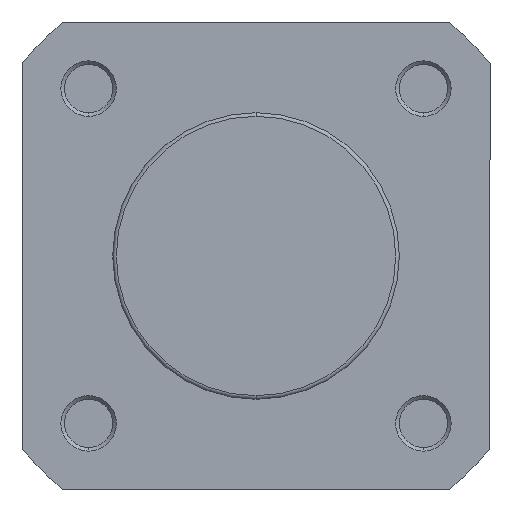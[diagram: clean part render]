
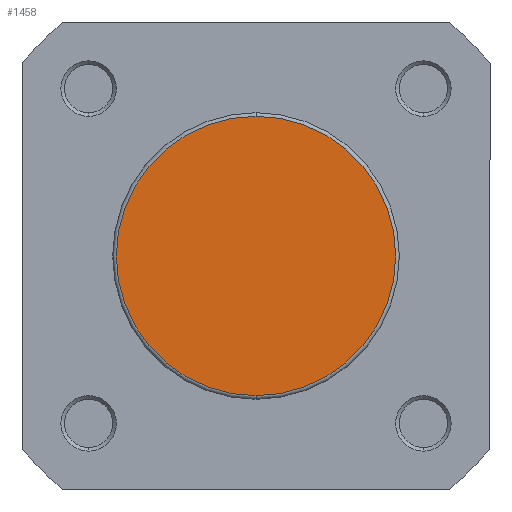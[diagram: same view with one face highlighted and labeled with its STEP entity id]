
A CAD part, left-side view. The second image highlights one B-rep face of the part: STEP entity #1458.
In plain terms, the highlighted planar face has unit normal (-1, 0, 0).
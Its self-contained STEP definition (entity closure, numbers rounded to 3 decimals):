
#33 = VERTEX_POINT ( 'NONE', #288 ) ;
#34 = VERTEX_POINT ( 'NONE', #289 ) ;
#288 = CARTESIAN_POINT ( 'NONE',  ( 0., 0., 19.4 ) ) ;
#289 = CARTESIAN_POINT ( 'NONE',  ( 0., 0., -19.4 ) ) ;
#997 = CARTESIAN_POINT ( 'NONE',  ( 0., 19.9, 0. ) ) ;
#998 = PLANE ( 'NONE',  #2018 ) ;
#999 = DIRECTION ( 'NONE',  ( 1., 0., 0. ) ) ;
#1000 = DIRECTION ( 'NONE',  ( 0., 0., -1. ) ) ;
#1458 = ADVANCED_FACE ( 'NONE', ( #5063 ), #998, .F. ) ;
#1602 = EDGE_CURVE ( 'NONE', #33, #34, #4817, .T. ) ;
#1610 = EDGE_CURVE ( 'NONE', #34, #33, #4883, .T. ) ;
#2018 = AXIS2_PLACEMENT_3D ( 'NONE', #997, #999, #1000 ) ;
#2112 = AXIS2_PLACEMENT_3D ( 'NONE', #2392, #2393, #2394 ) ;
#2115 = AXIS2_PLACEMENT_3D ( 'NONE', #2420, #2421, #2422 ) ;
#2392 = CARTESIAN_POINT ( 'NONE',  ( 0., 0., 0. ) ) ;
#2393 = DIRECTION ( 'NONE',  ( -1., 0., 0. ) ) ;
#2394 = DIRECTION ( 'NONE',  ( 0., 0., -1. ) ) ;
#2420 = CARTESIAN_POINT ( 'NONE',  ( 0., 0., 0. ) ) ;
#2421 = DIRECTION ( 'NONE',  ( -1., 0., 0. ) ) ;
#2422 = DIRECTION ( 'NONE',  ( 0., 0., -1. ) ) ;
#3588 = ORIENTED_EDGE ( 'NONE', *, *, #1610, .T. ) ;
#3787 = ORIENTED_EDGE ( 'NONE', *, *, #1602, .T. ) ;
#4713 = EDGE_LOOP ( 'NONE', ( #3588, #3787 ) ) ;
#4817 = CIRCLE ( 'NONE', #2112, 19.4 ) ;
#4883 = CIRCLE ( 'NONE', #2115, 19.4 ) ;
#5063 = FACE_OUTER_BOUND ( 'NONE', #4713, .T. ) ;
